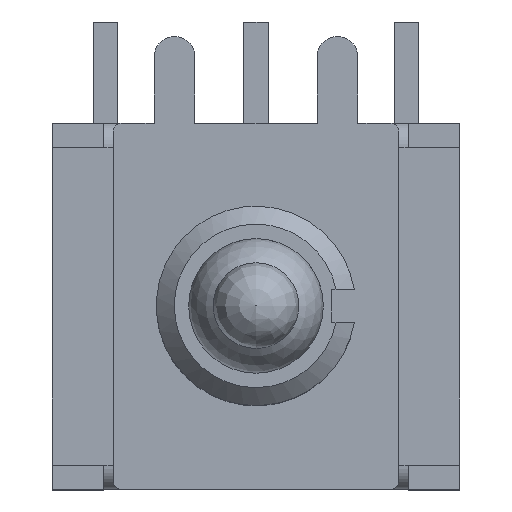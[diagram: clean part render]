
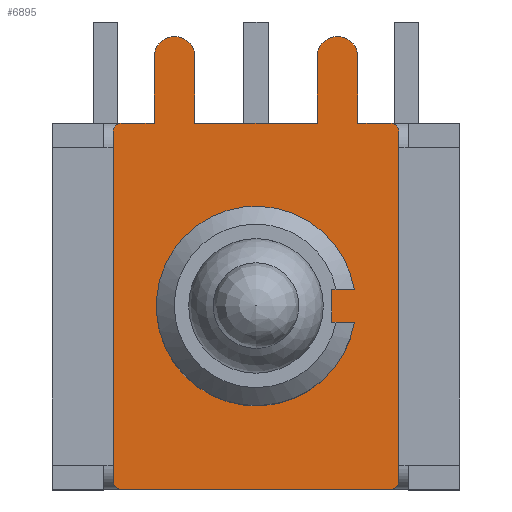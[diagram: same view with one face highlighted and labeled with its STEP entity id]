
A CAD part, top view. The second image highlights one B-rep face of the part: STEP entity #6895.
In plain terms, the highlighted planar face has unit normal (0, 0, 1).
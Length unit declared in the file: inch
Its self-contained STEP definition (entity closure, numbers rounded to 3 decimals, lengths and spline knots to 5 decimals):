
#176=FACE_BOUND('',#599,.T.);
#194=FACE_OUTER_BOUND('',#598,.T.);
#598=EDGE_LOOP('',(#4548,#4549,#4550,#4551,#4552,#4553,#4554,#4555,#4556,
#4557,#4558,#4559,#4560,#4561,#4562,#4563));
#599=EDGE_LOOP('',(#4564,#4565,#4566,#4567));
#1022=CIRCLE('',#7329,0.00984);
#1023=CIRCLE('',#7330,0.00984);
#1024=CIRCLE('',#7331,0.00984);
#1025=CIRCLE('',#7332,0.00984);
#1026=CIRCLE('',#7333,0.025);
#1027=CIRCLE('',#7334,0.025);
#1028=CIRCLE('',#7335,0.12244);
#1176=LINE('',#10000,#2015);
#1177=LINE('',#10004,#2016);
#1178=LINE('',#10008,#2017);
#1179=LINE('',#10012,#2018);
#1180=LINE('',#10014,#2019);
#1181=LINE('',#10018,#2020);
#1182=LINE('',#10020,#2021);
#1183=LINE('',#10022,#2022);
#1184=LINE('',#10026,#2023);
#1185=LINE('',#10027,#2024);
#1186=LINE('',#10030,#2025);
#1187=LINE('',#10032,#2026);
#1188=LINE('',#10034,#2027);
#2015=VECTOR('',#7953,0.3937);
#2016=VECTOR('',#7956,0.3937);
#2017=VECTOR('',#7959,0.3937);
#2018=VECTOR('',#7962,0.3937);
#2019=VECTOR('',#7963,0.3937);
#2020=VECTOR('',#7966,0.3937);
#2021=VECTOR('',#7967,0.3937);
#2022=VECTOR('',#7968,0.3937);
#2023=VECTOR('',#7971,0.3937);
#2024=VECTOR('',#7972,0.3937);
#2025=VECTOR('',#7973,0.3937);
#2026=VECTOR('',#7974,0.3937);
#2027=VECTOR('',#7975,0.3937);
#2860=VERTEX_POINT('',#9996);
#2861=VERTEX_POINT('',#9997);
#2862=VERTEX_POINT('',#9999);
#2863=VERTEX_POINT('',#10001);
#2864=VERTEX_POINT('',#10003);
#2865=VERTEX_POINT('',#10005);
#2866=VERTEX_POINT('',#10007);
#2867=VERTEX_POINT('',#10009);
#2868=VERTEX_POINT('',#10011);
#2869=VERTEX_POINT('',#10013);
#2870=VERTEX_POINT('',#10015);
#2871=VERTEX_POINT('',#10017);
#2872=VERTEX_POINT('',#10019);
#2873=VERTEX_POINT('',#10021);
#2874=VERTEX_POINT('',#10023);
#2875=VERTEX_POINT('',#10025);
#2876=VERTEX_POINT('',#10028);
#2877=VERTEX_POINT('',#10029);
#2878=VERTEX_POINT('',#10031);
#2879=VERTEX_POINT('',#10033);
#3513=EDGE_CURVE('',#2860,#2861,#1022,.T.);
#3514=EDGE_CURVE('',#2862,#2860,#1176,.T.);
#3515=EDGE_CURVE('',#2863,#2862,#1023,.T.);
#3516=EDGE_CURVE('',#2864,#2863,#1177,.T.);
#3517=EDGE_CURVE('',#2865,#2864,#1024,.T.);
#3518=EDGE_CURVE('',#2866,#2865,#1178,.T.);
#3519=EDGE_CURVE('',#2867,#2866,#1025,.T.);
#3520=EDGE_CURVE('',#2868,#2867,#1179,.T.);
#3521=EDGE_CURVE('',#2869,#2868,#1180,.T.);
#3522=EDGE_CURVE('',#2870,#2869,#1026,.T.);
#3523=EDGE_CURVE('',#2871,#2870,#1181,.T.);
#3524=EDGE_CURVE('',#2872,#2871,#1182,.T.);
#3525=EDGE_CURVE('',#2873,#2872,#1183,.T.);
#3526=EDGE_CURVE('',#2874,#2873,#1027,.T.);
#3527=EDGE_CURVE('',#2875,#2874,#1184,.T.);
#3528=EDGE_CURVE('',#2861,#2875,#1185,.T.);
#3529=EDGE_CURVE('',#2876,#2877,#1186,.T.);
#3530=EDGE_CURVE('',#2878,#2876,#1187,.T.);
#3531=EDGE_CURVE('',#2879,#2878,#1188,.T.);
#3532=EDGE_CURVE('',#2877,#2879,#1028,.T.);
#4548=ORIENTED_EDGE('',*,*,#3513,.F.);
#4549=ORIENTED_EDGE('',*,*,#3514,.F.);
#4550=ORIENTED_EDGE('',*,*,#3515,.F.);
#4551=ORIENTED_EDGE('',*,*,#3516,.F.);
#4552=ORIENTED_EDGE('',*,*,#3517,.F.);
#4553=ORIENTED_EDGE('',*,*,#3518,.F.);
#4554=ORIENTED_EDGE('',*,*,#3519,.F.);
#4555=ORIENTED_EDGE('',*,*,#3520,.F.);
#4556=ORIENTED_EDGE('',*,*,#3521,.F.);
#4557=ORIENTED_EDGE('',*,*,#3522,.F.);
#4558=ORIENTED_EDGE('',*,*,#3523,.F.);
#4559=ORIENTED_EDGE('',*,*,#3524,.F.);
#4560=ORIENTED_EDGE('',*,*,#3525,.F.);
#4561=ORIENTED_EDGE('',*,*,#3526,.F.);
#4562=ORIENTED_EDGE('',*,*,#3527,.F.);
#4563=ORIENTED_EDGE('',*,*,#3528,.F.);
#4564=ORIENTED_EDGE('',*,*,#3529,.F.);
#4565=ORIENTED_EDGE('',*,*,#3530,.F.);
#4566=ORIENTED_EDGE('',*,*,#3531,.F.);
#4567=ORIENTED_EDGE('',*,*,#3532,.F.);
#6600=PLANE('',#7328);
#6895=ADVANCED_FACE('',(#194,#176),#6600,.F.);
#7328=AXIS2_PLACEMENT_3D('',#9995,#7949,#7950);
#7329=AXIS2_PLACEMENT_3D('',#9998,#7951,#7952);
#7330=AXIS2_PLACEMENT_3D('',#10002,#7954,#7955);
#7331=AXIS2_PLACEMENT_3D('',#10006,#7957,#7958);
#7332=AXIS2_PLACEMENT_3D('',#10010,#7960,#7961);
#7333=AXIS2_PLACEMENT_3D('',#10016,#7964,#7965);
#7334=AXIS2_PLACEMENT_3D('',#10024,#7969,#7970);
#7335=AXIS2_PLACEMENT_3D('',#10035,#7976,#7977);
#7949=DIRECTION('center_axis',(0.,0.,
-1.));
#7950=DIRECTION('ref_axis',(0.,-1.,0.));
#7951=DIRECTION('center_axis',(0.,0.,
-1.));
#7952=DIRECTION('ref_axis',(-0.707,0.707,0.));
#7953=DIRECTION('',(0.,1.,0.));
#7954=DIRECTION('center_axis',(0.,0.,
-1.));
#7955=DIRECTION('ref_axis',(-0.707,-0.707,0.));
#7956=DIRECTION('',(-1.,0.,0.));
#7957=DIRECTION('center_axis',(0.,0.,
-1.));
#7958=DIRECTION('ref_axis',(0.707,-0.707,0.));
#7959=DIRECTION('',(0.,-1.,0.));
#7960=DIRECTION('center_axis',(0.,0.,
-1.));
#7961=DIRECTION('ref_axis',(0.707,0.707,0.));
#7962=DIRECTION('',(1.,0.,0.));
#7963=DIRECTION('',(0.,-1.,0.));
#7964=DIRECTION('center_axis',(0.,0.,
-1.));
#7965=DIRECTION('ref_axis',(-1.,0.,0.));
#7966=DIRECTION('',(0.,1.,0.));
#7967=DIRECTION('',(1.,0.,0.));
#7968=DIRECTION('',(0.,-1.,0.));
#7969=DIRECTION('center_axis',(0.,0.,
-1.));
#7970=DIRECTION('ref_axis',(-1.,0.,0.));
#7971=DIRECTION('',(0.,1.,0.));
#7972=DIRECTION('',(1.,0.,0.));
#7973=DIRECTION('',(1.,0.,0.));
#7974=DIRECTION('',(0.,1.,0.));
#7975=DIRECTION('',(-1.,0.,0.));
#7976=DIRECTION('center_axis',(0.,0.,
1.));
#7977=DIRECTION('ref_axis',(0.986,0.164,0.));
#9995=CARTESIAN_POINT('Origin',(0.,0.05762,
0.36969));
#9996=CARTESIAN_POINT('',(-0.1752,0.21516,0.36969));
#9997=CARTESIAN_POINT('',(-0.16535,0.225,0.36969));
#9998=CARTESIAN_POINT('Origin',(-0.16535,0.21516,0.36969));
#9999=CARTESIAN_POINT('',(-0.1752,-0.21516,0.36969));
#10000=CARTESIAN_POINT('',(-0.1752,-0.225,0.36969));
#10001=CARTESIAN_POINT('',(-0.16535,-0.225,0.36969));
#10002=CARTESIAN_POINT('Origin',(-0.16535,-0.21516,
0.36969));
#10003=CARTESIAN_POINT('',(0.16535,-0.225,0.36969));
#10004=CARTESIAN_POINT('',(0.1752,-0.225,0.36969));
#10005=CARTESIAN_POINT('',(0.1752,-0.21516,0.36969));
#10006=CARTESIAN_POINT('Origin',(0.16535,-0.21516,0.36969));
#10007=CARTESIAN_POINT('',(0.1752,0.21516,0.36969));
#10008=CARTESIAN_POINT('',(0.1752,0.225,0.36969));
#10009=CARTESIAN_POINT('',(0.16535,0.225,0.36969));
#10010=CARTESIAN_POINT('Origin',(0.16535,0.21516,0.36969));
#10011=CARTESIAN_POINT('',(0.125,0.225,0.36969));
#10012=CARTESIAN_POINT('',(0.125,0.225,0.36969));
#10013=CARTESIAN_POINT('',(0.125,0.3063,0.36969));
#10014=CARTESIAN_POINT('',(0.125,0.3063,0.36969));
#10015=CARTESIAN_POINT('',(0.075,0.3063,0.36969));
#10016=CARTESIAN_POINT('Origin',(0.1,0.3063,0.36969));
#10017=CARTESIAN_POINT('',(0.075,0.225,0.36969));
#10018=CARTESIAN_POINT('',(0.075,0.225,0.36969));
#10019=CARTESIAN_POINT('',(-0.075,0.225,0.36969));
#10020=CARTESIAN_POINT('',(-0.075,0.225,0.36969));
#10021=CARTESIAN_POINT('',(-0.075,0.3063,0.36969));
#10022=CARTESIAN_POINT('',(-0.075,0.3063,0.36969));
#10023=CARTESIAN_POINT('',(-0.125,0.3063,0.36969));
#10024=CARTESIAN_POINT('Origin',(-0.1,0.3063,0.36969));
#10025=CARTESIAN_POINT('',(-0.125,0.225,0.36969));
#10026=CARTESIAN_POINT('',(-0.125,0.225,0.36969));
#10027=CARTESIAN_POINT('',(-0.1752,0.225,0.36969));
#10028=CARTESIAN_POINT('',(0.09283,0.02008,0.36969));
#10029=CARTESIAN_POINT('',(0.12078,0.02008,0.36969));
#10030=CARTESIAN_POINT('',(0.09283,0.02008,0.36969));
#10031=CARTESIAN_POINT('',(0.09283,-0.02008,0.36969));
#10032=CARTESIAN_POINT('',(0.09283,-0.02008,0.36969));
#10033=CARTESIAN_POINT('',(0.12078,-0.02008,0.36969));
#10034=CARTESIAN_POINT('',(0.12078,-0.02008,0.36969));
#10035=CARTESIAN_POINT('Origin',(0.,0.,
0.36969));
